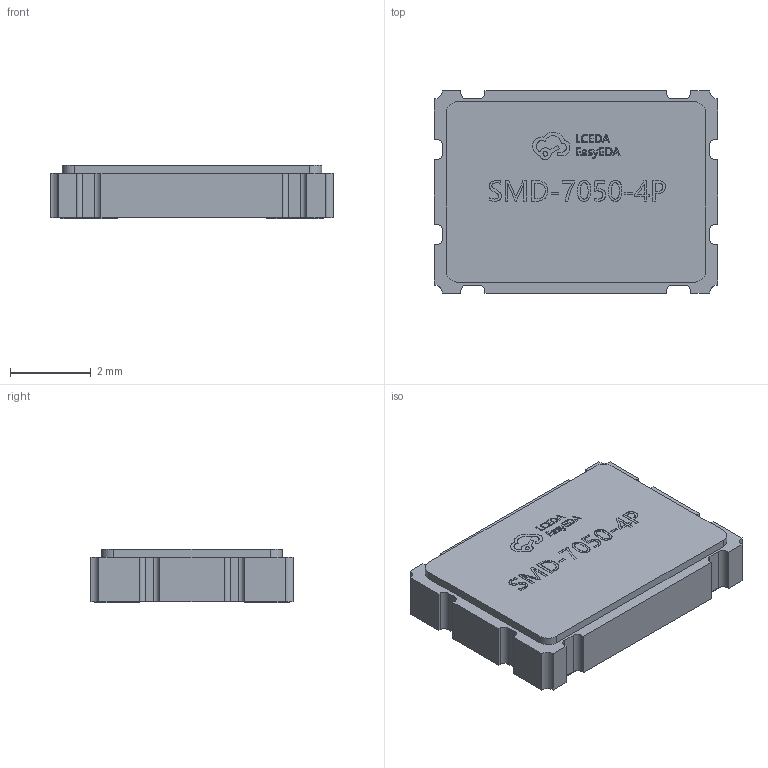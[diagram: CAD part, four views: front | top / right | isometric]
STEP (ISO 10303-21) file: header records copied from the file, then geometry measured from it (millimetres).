
FILE_DESCRIPTION (( 'STEP AP214' ), '1' );
FILE_NAME ('OSC-SMD_4P-L7.0-W5.0-H1.3.step', '2022-07-07T03:25:42', ( '' ), ( '' ), 'SwSTEP 2.0', 'SolidWorks 2020', '' );
FILE_SCHEMA (( 'AUTOMOTIVE_DESIGN' ));
Length unit declared in the file: millimetre
Products named in the file (1): OSC-SMD_4P-L7.0-W5.0-H1.3
Bounding box: 7 x 5 x 1.32 mm (x, y, z)
Volume: 43.3 mm3; surface area: 113.4 mm2
Topology: 5 solids, 5 shells, 523 faces, 1410 edges, 940 vertices
Faces by surface type: plane 334, bspline 165, cylinder 24
Entity records: 25570 total; most frequent: CARTESIAN_POINT 8319, ORIENTED_EDGE 2820, DIRECTION 1842, EDGE_CURVE 1410, VECTOR 1028, LINE 1028, VERTEX_POINT 940, EDGE_LOOP 566
